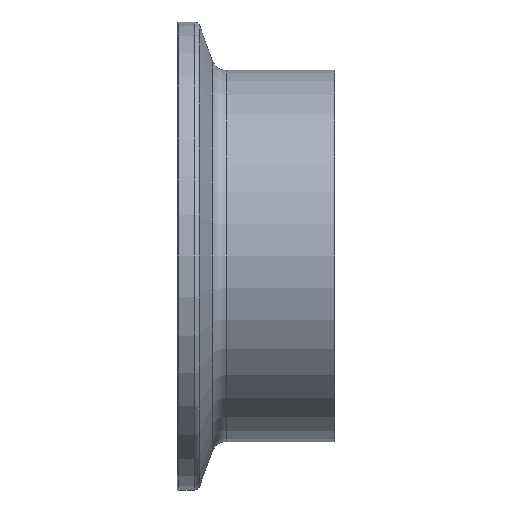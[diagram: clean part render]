
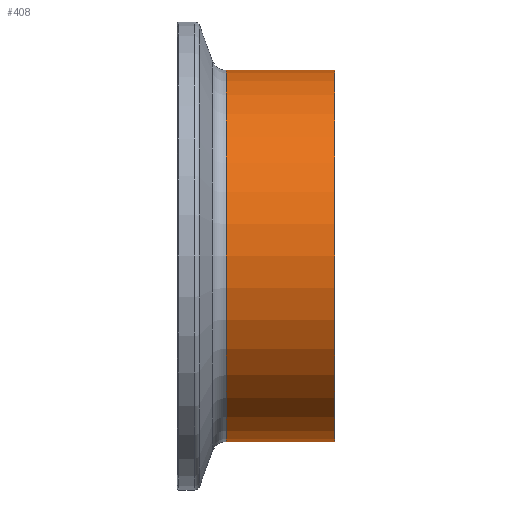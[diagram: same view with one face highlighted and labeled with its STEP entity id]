
A CAD part, front view. The second image highlights one B-rep face of the part: STEP entity #408.
In plain terms, the highlighted cylindrical face has radius 25.4 mm (diameter 50.8 mm), a partial arc.
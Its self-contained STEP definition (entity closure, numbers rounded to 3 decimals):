
#58 = FACE_OUTER_BOUND ( 'NONE', #674, .T. ) ;
#71 = VERTEX_POINT ( 'NONE', #637 ) ;
#107 = CIRCLE ( 'NONE', #303, 25.4 ) ;
#111 = CARTESIAN_POINT ( 'NONE',  ( 0., 0., 25.4 ) ) ;
#113 = DIRECTION ( 'NONE',  ( -1., 0., 0. ) ) ;
#125 = ORIENTED_EDGE ( 'NONE', *, *, #236, .F. ) ;
#182 = AXIS2_PLACEMENT_3D ( 'NONE', #513, #113, #691 ) ;
#207 = DIRECTION ( 'NONE',  ( 0., 0., 1. ) ) ;
#211 = DIRECTION ( 'NONE',  ( -1., 0., 0. ) ) ;
#218 = LINE ( 'NONE', #111, #497 ) ;
#223 = CYLINDRICAL_SURFACE ( 'NONE', #182, 25.4 ) ;
#236 = EDGE_CURVE ( 'NONE', #71, #429, #511, .T. ) ;
#294 = CARTESIAN_POINT ( 'NONE',  ( 0., 0., -25.4 ) ) ;
#303 = AXIS2_PLACEMENT_3D ( 'NONE', #506, #559, #207 ) ;
#307 = LINE ( 'NONE', #294, #580 ) ;
#336 = CARTESIAN_POINT ( 'NONE',  ( 21.5, 0., -25.4 ) ) ;
#344 = CARTESIAN_POINT ( 'NONE',  ( 21.5, 0., 25.4 ) ) ;
#350 = DIRECTION ( 'NONE',  ( -1., 0., 0. ) ) ;
#367 = EDGE_CURVE ( 'NONE', #486, #708, #107, .T. ) ;
#375 = AXIS2_PLACEMENT_3D ( 'NONE', #432, #211, #669 ) ;
#408 = ADVANCED_FACE ( 'NONE', ( #58 ), #223, .T. ) ;
#416 = ORIENTED_EDGE ( 'NONE', *, *, #574, .T. ) ;
#417 = ORIENTED_EDGE ( 'NONE', *, *, #367, .T. ) ;
#429 = VERTEX_POINT ( 'NONE', #523 ) ;
#432 = CARTESIAN_POINT ( 'NONE',  ( 6.653, 0., 0. ) ) ;
#480 = ORIENTED_EDGE ( 'NONE', *, *, #684, .F. ) ;
#486 = VERTEX_POINT ( 'NONE', #336 ) ;
#497 = VECTOR ( 'NONE', #569, 1000. ) ;
#506 = CARTESIAN_POINT ( 'NONE',  ( 21.5, 0., 0. ) ) ;
#511 = CIRCLE ( 'NONE', #375, 25.4 ) ;
#513 = CARTESIAN_POINT ( 'NONE',  ( 0., 0., 0. ) ) ;
#523 = CARTESIAN_POINT ( 'NONE',  ( 6.653, 0., 25.4 ) ) ;
#559 = DIRECTION ( 'NONE',  ( -1., 0., 0. ) ) ;
#569 = DIRECTION ( 'NONE',  ( -1., 0., 0. ) ) ;
#574 = EDGE_CURVE ( 'NONE', #708, #429, #218, .T. ) ;
#580 = VECTOR ( 'NONE', #350, 1000. ) ;
#637 = CARTESIAN_POINT ( 'NONE',  ( 6.653, 0., -25.4 ) ) ;
#669 = DIRECTION ( 'NONE',  ( 0., 0., 1. ) ) ;
#674 = EDGE_LOOP ( 'NONE', ( #480, #417, #416, #125 ) ) ;
#684 = EDGE_CURVE ( 'NONE', #486, #71, #307, .T. ) ;
#691 = DIRECTION ( 'NONE',  ( 0., 0., 1. ) ) ;
#708 = VERTEX_POINT ( 'NONE', #344 ) ;
